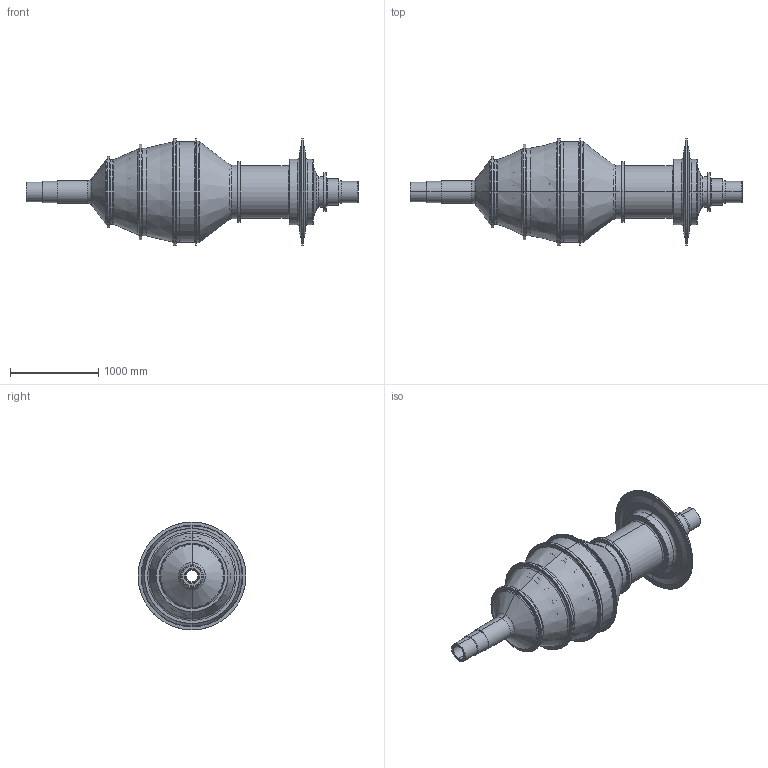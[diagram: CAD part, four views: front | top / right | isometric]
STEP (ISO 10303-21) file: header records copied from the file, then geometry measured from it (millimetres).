
FILE_DESCRIPTION (( 'STEP AP203' ), '1' );
FILE_NAME ('xjtu_full.STEP', '2023-05-25T04:02:58', ( '' ), ( '' ), 'SwSTEP 2.0', 'SolidWorks 2022', '' );
FILE_SCHEMA (( 'CONFIG_CONTROL_DESIGN' ));
Length unit declared in the file: millimetre
Products named in the file (1): xjtu_full
Bounding box: 3765 x 1224 x 1224 mm (x, y, z)
Volume: 368183812.2 mm3; surface area: 25091143.6 mm2
Topology: 1 solids, 1 shells, 345 faces, 690 edges, 392 vertices
Faces by surface type: torus 118, cone 100, cylinder 80, plane 47
Entity records: 9063 total; most frequent: DIRECTION 1892, CARTESIAN_POINT 1428, ORIENTED_EDGE 1380, AXIS2_PLACEMENT_3D 856, EDGE_CURVE 690, CIRCLE 510, VERTEX_POINT 392, EDGE_LOOP 392
